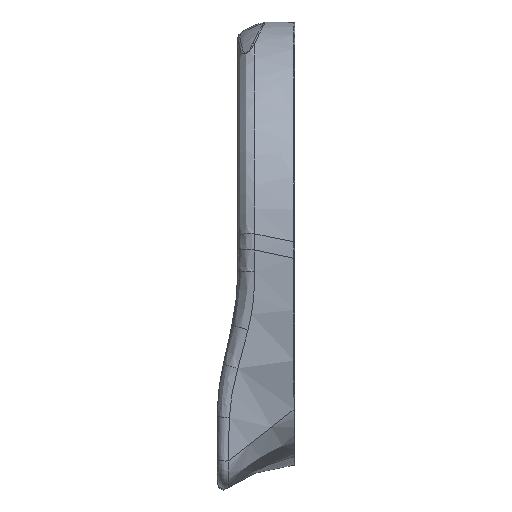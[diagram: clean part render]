
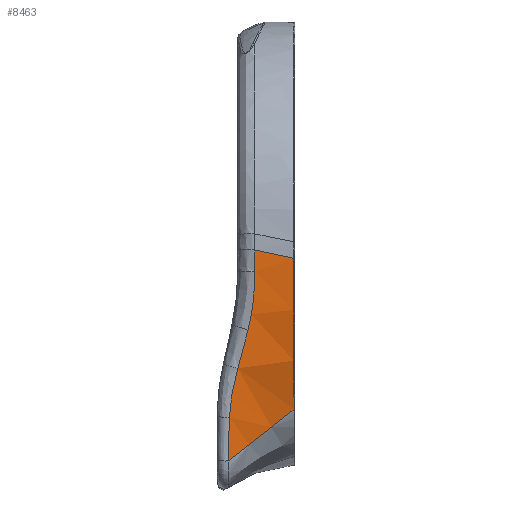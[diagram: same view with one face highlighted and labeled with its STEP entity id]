
A CAD part, left-side view. The second image highlights one B-rep face of the part: STEP entity #8463.
In plain terms, the highlighted free-form (B-spline) face has degree [3, 3] with [5, 4] control points.
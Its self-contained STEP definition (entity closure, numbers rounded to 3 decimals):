
#46=CARTESIAN_POINT('',(-16.481,26.048,-14.878));
#47=CARTESIAN_POINT('',(-17.079,26.051,-13.465));
#48=CARTESIAN_POINT('',(-18.106,26.057,-10.566));
#49=CARTESIAN_POINT('',(-19.112,26.063,-6.053));
#50=CARTESIAN_POINT('',(-19.415,26.064,-2.983));
#51=CARTESIAN_POINT('',(-19.473,26.064,-1.444));
#57=CARTESIAN_POINT('',(-17.953,31.895,-19.442));
#58=CARTESIAN_POINT('',(-17.825,31.68,-19.274));
#59=CARTESIAN_POINT('',(-17.554,31.189,-18.891));
#60=CARTESIAN_POINT('',(-17.195,30.405,-18.279));
#61=CARTESIAN_POINT('',(-16.891,29.544,-17.607));
#62=CARTESIAN_POINT('',(-16.67,28.669,-16.923));
#63=CARTESIAN_POINT('',(-16.53,27.783,-16.232));
#64=CARTESIAN_POINT('',(-16.468,26.908,-15.549));
#65=CARTESIAN_POINT('',(-16.47,26.33,-15.098));
#66=CARTESIAN_POINT('',(-16.481,26.048,-14.878));
#71=CARTESIAN_POINT('',(-18.474,31.788,-15.59));
#72=CARTESIAN_POINT('',(-18.419,31.813,-16.072));
#73=CARTESIAN_POINT('',(-18.307,31.853,-16.999));
#74=CARTESIAN_POINT('',(-18.135,31.887,-18.276));
#75=CARTESIAN_POINT('',(-18.014,31.895,-19.065));
#76=CARTESIAN_POINT('',(-17.953,31.895,-19.442));
#81=CARTESIAN_POINT('',(-18.805,31.044,-11.226));
#82=CARTESIAN_POINT('',(-18.787,31.129,-11.528));
#83=CARTESIAN_POINT('',(-18.75,31.286,-12.131));
#84=CARTESIAN_POINT('',(-18.693,31.482,-13.042));
#85=CARTESIAN_POINT('',(-18.63,31.633,-13.937));
#86=CARTESIAN_POINT('',(-18.558,31.736,-14.796));
#87=CARTESIAN_POINT('',(-18.503,31.775,-15.331));
#88=CARTESIAN_POINT('',(-18.474,31.788,-15.59));
#93=CARTESIAN_POINT('',(-19.071,30.13,-7.808));
#94=CARTESIAN_POINT('',(-19.036,30.233,-8.216));
#95=CARTESIAN_POINT('',(-18.967,30.439,-9.014));
#96=CARTESIAN_POINT('',(-18.876,30.743,-10.149));
#97=CARTESIAN_POINT('',(-18.826,30.944,-10.873));
#98=CARTESIAN_POINT('',(-18.805,31.044,-11.226));
#103=CARTESIAN_POINT('',(-19.471,29.515,-2.646));
#104=CARTESIAN_POINT('',(-19.457,29.513,-2.936));
#105=CARTESIAN_POINT('',(-19.424,29.522,-3.517));
#106=CARTESIAN_POINT('',(-19.364,29.572,-4.394));
#107=CARTESIAN_POINT('',(-19.295,29.658,-5.272));
#108=CARTESIAN_POINT('',(-19.22,29.78,-6.143));
#109=CARTESIAN_POINT('',(-19.144,29.937,-6.994));
#110=CARTESIAN_POINT('',(-19.095,30.063,-7.539));
#111=CARTESIAN_POINT('',(-19.071,30.13,-7.808));
#116=CARTESIAN_POINT('',(-19.538,29.528,
-0.707));
#117=CARTESIAN_POINT('',(-19.532,29.527,-1.014));
#118=CARTESIAN_POINT('',(-19.516,29.522,-1.644));
#119=CARTESIAN_POINT('',(-19.488,29.516,-2.307));
#120=CARTESIAN_POINT('',(-19.471,29.515,-2.646));
#125=DIRECTION('',(-0.018,0.978,0.208));
#126=VECTOR('',#125,3.542);
#127=CARTESIAN_POINT('',(-19.473,26.064,-1.444));
#128=LINE('',#127,#126);
#163=CARTESIAN_POINT('',(-19.538,29.528,
-0.707));
#240=CARTESIAN_POINT('',(-16.481,26.048,-14.878));
#7860=VERTEX_POINT('',#71);
#7861=VERTEX_POINT('',#76);
#7888=VERTEX_POINT('',#240);
#7890=VERTEX_POINT('',#51);
#7912=VERTEX_POINT('',#163);
#7914=VERTEX_POINT('',#120);
#7916=VERTEX_POINT('',#111);
#7918=VERTEX_POINT('',#98);
#8424=CARTESIAN_POINT('',(-13.261,25.931,
-20.792));
#8425=CARTESIAN_POINT('',(-14.834,27.958,
-20.461));
#8426=CARTESIAN_POINT('',(-16.408,29.985,
-20.131));
#8427=CARTESIAN_POINT('',(-17.981,32.012,
-19.801));
#8428=CARTESIAN_POINT('',(-17.034,25.931,
-15.071));
#8429=CARTESIAN_POINT('',(-17.691,27.958,
-14.502));
#8430=CARTESIAN_POINT('',(-18.348,29.985,
-13.934));
#8431=CARTESIAN_POINT('',(-19.005,32.012,
-13.366));
#8432=CARTESIAN_POINT('',(-19.248,25.931,
-8.181));
#8433=CARTESIAN_POINT('',(-19.353,27.958,
-7.67));
#8434=CARTESIAN_POINT('',(-19.458,29.985,
-7.159));
#8435=CARTESIAN_POINT('',(-19.563,32.012,
-6.648));
#8436=CARTESIAN_POINT('',(-19.48,25.931,
-1.204));
#8437=CARTESIAN_POINT('',(-19.515,27.958,
-0.776));
#8438=CARTESIAN_POINT('',(-19.55,29.985,
-0.348));
#8439=CARTESIAN_POINT('',(-19.585,32.012,
0.081));
#8440=CARTESIAN_POINT('',(-19.484,25.931,
-1.07));
#8441=CARTESIAN_POINT('',(-19.518,27.958,
-0.643));
#8442=CARTESIAN_POINT('',(-19.552,29.985,
-0.217));
#8443=CARTESIAN_POINT('',(-19.586,32.012,
0.21));
#8444=B_SPLINE_SURFACE_WITH_KNOTS('',3,3,((#8424,#8425,#8426,#8427),(#8428,
#8429,#8430,#8431),(#8432,#8433,#8434,#8435),(#8436,#8437,#8438,#8439),(#8440,
#8441,#8442,#8443)),.UNSPECIFIED.,.F.,.F.,.F.,(4,1,4),(4,4),(0.245,
1.,1.015),(-0.01,0.878),.UNSPECIFIED.);
#8446=ORIENTED_EDGE('',*,*,#8445,.F.);
#8448=ORIENTED_EDGE('',*,*,#8447,.F.);
#8450=ORIENTED_EDGE('',*,*,#8449,.F.);
#8452=ORIENTED_EDGE('',*,*,#8451,.F.);
#8454=ORIENTED_EDGE('',*,*,#8453,.F.);
#8456=ORIENTED_EDGE('',*,*,#8455,.F.);
#8458=ORIENTED_EDGE('',*,*,#8457,.F.);
#8460=ORIENTED_EDGE('',*,*,#8459,.F.);
#8461=EDGE_LOOP('',(#8446,#8448,#8450,#8452,#8454,#8456,#8458,#8460));
#8462=FACE_OUTER_BOUND('',#8461,.F.);
#8463=ADVANCED_FACE('',(#8462),#8444,.T.);
#52=B_SPLINE_CURVE_WITH_KNOTS('',3,(#46,#47,#48,#49,#50,#51),.UNSPECIFIED.,.F.,
.F.,(4,1,1,4),(0.,0.333,0.667,1.),.UNSPECIFIED.);
#67=B_SPLINE_CURVE_WITH_KNOTS('',3,(#57,#58,#59,#60,#61,#62,#63,#64,#65,#66),
.UNSPECIFIED.,.F.,.F.,(4,1,1,1,1,1,1,4),(0.,0.118,
0.266,0.415,0.563,0.711,
0.86,1.),.UNSPECIFIED.);
#77=B_SPLINE_CURVE_WITH_KNOTS('',3,(#71,#72,#73,#74,#75,#76),.UNSPECIFIED.,.F.,
.F.,(4,1,1,4),(0.,0.333,0.667,1.),.UNSPECIFIED.);
#89=B_SPLINE_CURVE_WITH_KNOTS('',3,(#81,#82,#83,#84,#85,#86,#87,#88),
.UNSPECIFIED.,.F.,.F.,(4,1,1,1,1,4),(0.,0.2,0.4,0.6,0.8,1.),
.UNSPECIFIED.);
#99=B_SPLINE_CURVE_WITH_KNOTS('',3,(#93,#94,#95,#96,#97,#98),.UNSPECIFIED.,.F.,
.F.,(4,1,1,4),(0.,0.333,0.667,1.),.UNSPECIFIED.);
#112=B_SPLINE_CURVE_WITH_KNOTS('',3,(#103,#104,#105,#106,#107,#108,#109,#110,
#111),.UNSPECIFIED.,.F.,.F.,(4,1,1,1,1,1,4),(0.,0.167,
0.333,0.5,0.667,0.833,1.),
.UNSPECIFIED.);
#121=B_SPLINE_CURVE_WITH_KNOTS('',3,(#116,#117,#118,#119,#120),.UNSPECIFIED.,
.F.,.F.,(4,1,4),(0.,0.5,1.),.UNSPECIFIED.);
#8445=EDGE_CURVE('',#7888,#7890,#52,.T.);
#8447=EDGE_CURVE('',#7861,#7888,#67,.T.);
#8449=EDGE_CURVE('',#7860,#7861,#77,.T.);
#8451=EDGE_CURVE('',#7918,#7860,#89,.T.);
#8453=EDGE_CURVE('',#7916,#7918,#99,.T.);
#8455=EDGE_CURVE('',#7914,#7916,#112,.T.);
#8457=EDGE_CURVE('',#7912,#7914,#121,.T.);
#8459=EDGE_CURVE('',#7890,#7912,#128,.T.);
